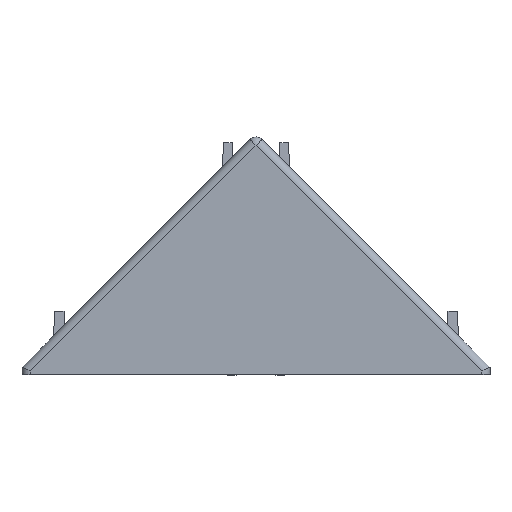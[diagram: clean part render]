
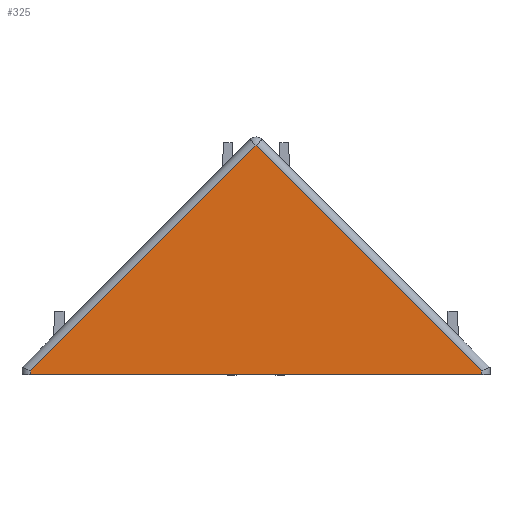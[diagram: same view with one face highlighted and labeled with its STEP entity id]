
A CAD part, top view. The second image highlights one B-rep face of the part: STEP entity #325.
In plain terms, the highlighted planar face has unit normal (0, 0.009, 1).
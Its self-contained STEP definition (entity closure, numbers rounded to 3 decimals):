
#110 = VECTOR ( 'NONE', #2696, 1000. ) ;
#325 = ADVANCED_FACE ( 'NONE', ( #1456 ), #654, .T. ) ;
#337 = CARTESIAN_POINT ( 'NONE',  ( -26., 0., 20. ) ) ;
#351 = EDGE_CURVE ( 'NONE', #1823, #2678, #2974, .T. ) ;
#557 = EDGE_CURVE ( 'NONE', #840, #1823, #3132, .T. ) ;
#644 = CARTESIAN_POINT ( 'NONE',  ( -27., 0., 20. ) ) ;
#654 = PLANE ( 'NONE',  #3348 ) ;
#840 = VERTEX_POINT ( 'NONE', #4189 ) ;
#935 = VECTOR ( 'NONE', #2276, 1000. ) ;
#1045 = DIRECTION ( 'NONE',  ( 0., -1., 0.009 ) ) ;
#1120 = LINE ( 'NONE', #1399, #4349 ) ;
#1252 = CARTESIAN_POINT ( 'NONE',  ( -26., 0., 20. ) ) ;
#1255 = EDGE_CURVE ( 'NONE', #2678, #1632, #1120, .T. ) ;
#1399 = CARTESIAN_POINT ( 'NONE',  ( 26., 0., 20. ) ) ;
#1456 = FACE_OUTER_BOUND ( 'NONE', #5216, .T. ) ;
#1476 = ORIENTED_EDGE ( 'NONE', *, *, #557, .T. ) ;
#1632 = VERTEX_POINT ( 'NONE', #4601 ) ;
#1823 = VERTEX_POINT ( 'NONE', #1252 ) ;
#1966 = EDGE_CURVE ( 'NONE', #1632, #2187, #2095, .T. ) ;
#2045 = VECTOR ( 'NONE', #4817, 1000. ) ;
#2095 = LINE ( 'NONE', #2602, #5228 ) ;
#2127 = LINE ( 'NONE', #2287, #110 ) ;
#2130 = CARTESIAN_POINT ( 'NONE',  ( 26., 0., 20. ) ) ;
#2187 = VERTEX_POINT ( 'NONE', #2427 ) ;
#2276 = DIRECTION ( 'NONE',  ( 1., 0., 0. ) ) ;
#2287 = CARTESIAN_POINT ( 'NONE',  ( -26.697, -0.303, 20.003 ) ) ;
#2328 = ORIENTED_EDGE ( 'NONE', *, *, #5120, .T. ) ;
#2427 = CARTESIAN_POINT ( 'NONE',  ( 0., 26.395, 19.77 ) ) ;
#2602 = CARTESIAN_POINT ( 'NONE',  ( -0.302, 26.696, 19.767 ) ) ;
#2678 = VERTEX_POINT ( 'NONE', #2130 ) ;
#2696 = DIRECTION ( 'NONE',  ( -0.707, -0.707, 0.006 ) ) ;
#2974 = LINE ( 'NONE', #3484, #935 ) ;
#3128 = ORIENTED_EDGE ( 'NONE', *, *, #1255, .T. ) ;
#3132 = LINE ( 'NONE', #337, #2045 ) ;
#3348 = AXIS2_PLACEMENT_3D ( 'NONE', #644, #3470, #1045 ) ;
#3470 = DIRECTION ( 'NONE',  ( 0., 0.009, 1. ) ) ;
#3484 = CARTESIAN_POINT ( 'NONE',  ( -27., 0., 20. ) ) ;
#4189 = CARTESIAN_POINT ( 'NONE',  ( -26., 0.395, 19.997 ) ) ;
#4224 = ORIENTED_EDGE ( 'NONE', *, *, #1966, .T. ) ;
#4349 = VECTOR ( 'NONE', #5070, 1000. ) ;
#4481 = ORIENTED_EDGE ( 'NONE', *, *, #351, .T. ) ;
#4601 = CARTESIAN_POINT ( 'NONE',  ( 26., 0.395, 19.997 ) ) ;
#4817 = DIRECTION ( 'NONE',  ( 0., -1., 0.009 ) ) ;
#5043 = DIRECTION ( 'NONE',  ( -0.707, 0.707, -0.006 ) ) ;
#5070 = DIRECTION ( 'NONE',  ( 0., 1., -0.009 ) ) ;
#5120 = EDGE_CURVE ( 'NONE', #2187, #840, #2127, .T. ) ;
#5216 = EDGE_LOOP ( 'NONE', ( #2328, #1476, #4481, #3128, #4224 ) ) ;
#5228 = VECTOR ( 'NONE', #5043, 1000. ) ;
